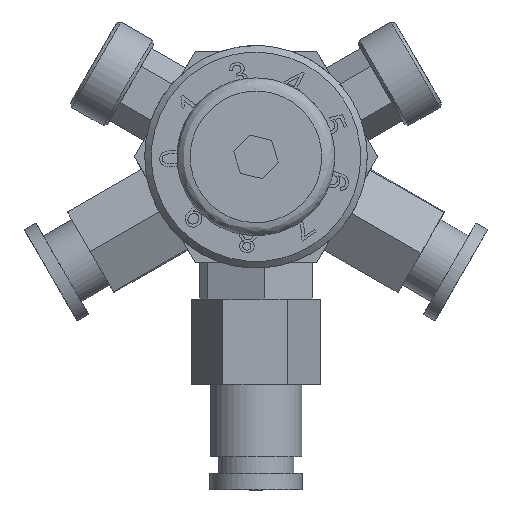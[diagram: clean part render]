
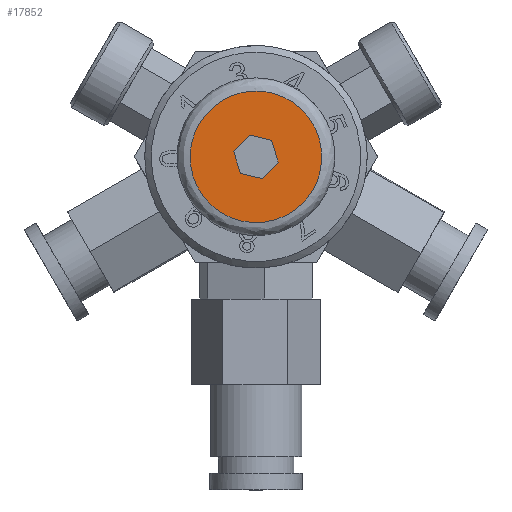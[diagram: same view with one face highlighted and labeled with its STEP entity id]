
A CAD part, left-side view. The second image highlights one B-rep face of the part: STEP entity #17852.
In plain terms, the highlighted free-form (B-spline) face has degree [1, 1] with [2, 2] control points.
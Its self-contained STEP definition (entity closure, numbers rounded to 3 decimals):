
#17585 = VERTEX_POINT('',#17586);
#17586 = CARTESIAN_POINT('',(-125.99,1.48,
    4.91));
#17591 = EDGE_CURVE('',#17592,#17585,#17594,.T.);
#17592 = VERTEX_POINT('',#17593);
#17593 = CARTESIAN_POINT('',(-125.99,4.993,
    1.174));
#17594 = B_SPLINE_CURVE_WITH_KNOTS('',1,(#17595,#17596),.UNSPECIFIED.,
  .F.,.F.,(2,2),(-1.732,1.732),
  .PIECEWISE_BEZIER_KNOTS.);
#17595 = CARTESIAN_POINT('',(-125.99,4.993,
    1.174));
#17596 = CARTESIAN_POINT('',(-125.99,1.48,
    4.91));
#17619 = VERTEX_POINT('',#17620);
#17620 = CARTESIAN_POINT('',(-125.99,-3.513,
    3.737));
#17625 = EDGE_CURVE('',#17585,#17619,#17626,.T.);
#17626 = B_SPLINE_CURVE_WITH_KNOTS('',1,(#17627,#17628),.UNSPECIFIED.,
  .F.,.F.,(2,2),(-1.732,1.732),
  .PIECEWISE_BEZIER_KNOTS.);
#17627 = CARTESIAN_POINT('',(-125.99,1.48,
    4.91));
#17628 = CARTESIAN_POINT('',(-125.99,-3.513,
    3.737));
#17647 = VERTEX_POINT('',#17648);
#17648 = CARTESIAN_POINT('',(-125.99,-4.993,
    -1.174));
#17653 = EDGE_CURVE('',#17619,#17647,#17654,.T.);
#17654 = B_SPLINE_CURVE_WITH_KNOTS('',1,(#17655,#17656),.UNSPECIFIED.,
  .F.,.F.,(2,2),(-1.732,1.732),
  .PIECEWISE_BEZIER_KNOTS.);
#17655 = CARTESIAN_POINT('',(-125.99,-3.513,
    3.737));
#17656 = CARTESIAN_POINT('',(-125.99,-4.993,
    -1.174));
#17675 = VERTEX_POINT('',#17676);
#17676 = CARTESIAN_POINT('',(-125.99,-1.48,
    -4.91));
#17681 = EDGE_CURVE('',#17647,#17675,#17682,.T.);
#17682 = B_SPLINE_CURVE_WITH_KNOTS('',1,(#17683,#17684),.UNSPECIFIED.,
  .F.,.F.,(2,2),(-1.732,1.732),
  .PIECEWISE_BEZIER_KNOTS.);
#17683 = CARTESIAN_POINT('',(-125.99,-4.993,
    -1.174));
#17684 = CARTESIAN_POINT('',(-125.99,-1.48,
    -4.91));
#17703 = VERTEX_POINT('',#17704);
#17704 = CARTESIAN_POINT('',(-125.99,3.513,
    -3.737));
#17709 = EDGE_CURVE('',#17675,#17703,#17710,.T.);
#17710 = B_SPLINE_CURVE_WITH_KNOTS('',1,(#17711,#17712),.UNSPECIFIED.,
  .F.,.F.,(2,2),(-1.732,1.732),
  .PIECEWISE_BEZIER_KNOTS.);
#17711 = CARTESIAN_POINT('',(-125.99,-1.48,
    -4.91));
#17712 = CARTESIAN_POINT('',(-125.99,3.513,
    -3.737));
#17729 = EDGE_CURVE('',#17703,#17592,#17730,.T.);
#17730 = B_SPLINE_CURVE_WITH_KNOTS('',1,(#17731,#17732),.UNSPECIFIED.,
  .F.,.F.,(2,2),(-1.732,1.732),
  .PIECEWISE_BEZIER_KNOTS.);
#17731 = CARTESIAN_POINT('',(-125.99,3.513,
    -3.737));
#17732 = CARTESIAN_POINT('',(-125.99,4.993,
    1.174));
#17793 = VERTEX_POINT('',#17794);
#17794 = CARTESIAN_POINT('',(-125.99,0.,
    14.805));
#17806 = EDGE_CURVE('',#17793,#17793,#17807,.T.);
#17807 = ( BOUNDED_CURVE() B_SPLINE_CURVE(2,(#17808,#17809,#17810,#17811
    ,#17812,#17813,#17814),.UNSPECIFIED.,.T.,.F.) 
B_SPLINE_CURVE_WITH_KNOTS((3,2,2,3),(3.142,5.236,
7.33,9.425),.PIECEWISE_BEZIER_KNOTS.) CURVE() 
GEOMETRIC_REPRESENTATION_ITEM() RATIONAL_B_SPLINE_CURVE((1.,0.5,1.,0.5,
1.,0.5,1.)) REPRESENTATION_ITEM('') );
#17808 = CARTESIAN_POINT('',(-125.99,0.,
    14.805));
#17809 = CARTESIAN_POINT('',(-125.99,-25.643,
    14.805));
#17810 = CARTESIAN_POINT('',(-125.99,-12.821,
    -7.402));
#17811 = CARTESIAN_POINT('',(-125.99,0.,
    -29.61));
#17812 = CARTESIAN_POINT('',(-125.99,12.821,
    -7.402));
#17813 = CARTESIAN_POINT('',(-125.99,25.643,
    14.805));
#17814 = CARTESIAN_POINT('',(-125.99,0.,
    14.805));
#17852 = ADVANCED_FACE('',(#17853,#17861),#17864,.T.);
#17853 = FACE_BOUND('',#17854,.T.);
#17854 = EDGE_LOOP('',(#17855,#17856,#17857,#17858,#17859,#17860));
#17855 = ORIENTED_EDGE('',*,*,#17591,.T.);
#17856 = ORIENTED_EDGE('',*,*,#17625,.T.);
#17857 = ORIENTED_EDGE('',*,*,#17653,.T.);
#17858 = ORIENTED_EDGE('',*,*,#17681,.T.);
#17859 = ORIENTED_EDGE('',*,*,#17709,.T.);
#17860 = ORIENTED_EDGE('',*,*,#17729,.T.);
#17861 = FACE_BOUND('',#17862,.T.);
#17862 = EDGE_LOOP('',(#17863));
#17863 = ORIENTED_EDGE('',*,*,#17806,.F.);
#17864 = B_SPLINE_SURFACE_WITH_KNOTS('',1,1,(
    (#17865,#17866)
    ,(#17867,#17868
    )),.UNSPECIFIED.,.F.,.F.,.F.,(2,2),(2,2),(-10.,10.),(-10.,10.),
  .PIECEWISE_BEZIER_KNOTS.);
#17865 = CARTESIAN_POINT('',(-125.99,14.805,
    14.805));
#17866 = CARTESIAN_POINT('',(-125.99,-14.805,
    14.805));
#17867 = CARTESIAN_POINT('',(-125.99,14.805,
    -14.805));
#17868 = CARTESIAN_POINT('',(-125.99,-14.805,
    -14.805));
